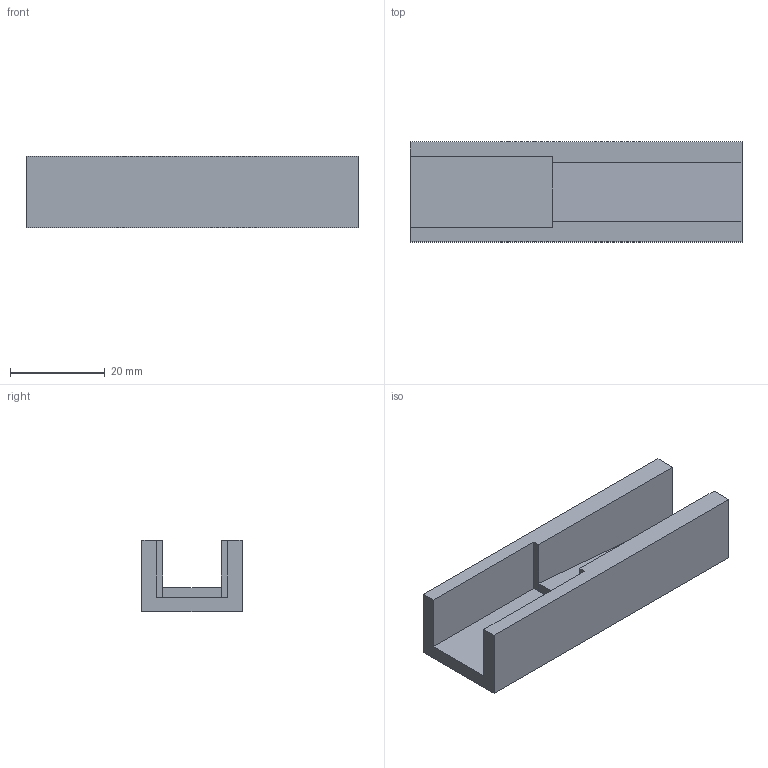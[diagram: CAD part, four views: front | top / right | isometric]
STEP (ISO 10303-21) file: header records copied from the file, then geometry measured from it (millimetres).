
FILE_DESCRIPTION(/* description */ (''),/* implementation_level */ '2;1');
FILE_NAME(/* name */ '排水溝 v7.step',/* time_stamp */ '2022-11-26T06:14:55+09:00',/* author */ (''),/* organization */ (''),/* preprocessor_version */ 'ST-DEVELOPER v19',/* originating_system */ 'Autodesk Translation Framework v11.7.0.108',/* authorisation */ '');
FILE_SCHEMA (('AUTOMOTIVE_DESIGN { 1 0 10303 214 3 1 1 }'));
Length unit declared in the file: millimetre
Products named in the file (1): 排水溝
Bounding box: 70 x 21.1 x 15 mm (x, y, z)
Volume: 10938.1 mm3; surface area: 7653.7 mm2
Topology: 2 solids, 2 shells, 22 faces, 52 edges, 34 vertices
Faces by surface type: plane 22
Entity records: 652 total; most frequent: CARTESIAN_POINT 109, ORIENTED_EDGE 104, DIRECTION 98, LINE 52, VECTOR 52, EDGE_CURVE 52, VERTEX_POINT 34, AXIS2_PLACEMENT_3D 23
